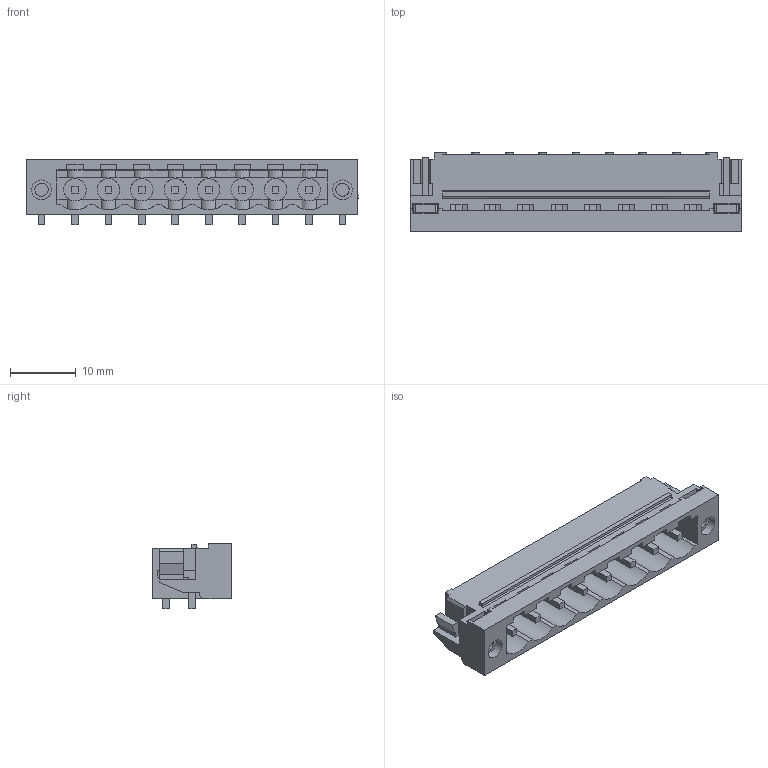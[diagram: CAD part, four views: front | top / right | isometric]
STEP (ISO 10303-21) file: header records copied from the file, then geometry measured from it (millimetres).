
FILE_DESCRIPTION(('CATIA V5R22 STEP214','CAx-IF Rec.Pracs.--- Model Styling and Organization---1.4--- 2014-01-23'),'2;1');
FILE_NAME ('D1455880_1_1775292001_1775292001.stp','2023-05-11T06:53:54+00:00',('none'),('Weidmueller'),'CATIA Version 5-6 Release 2016 SP3 HF44','CATIA V5 STEP AP214','none');
FILE_SCHEMA(('AUTOMOTIVE_DESIGN { 1 0 10303 214 1 1 1 1 }'));
Length unit declared in the file: millimetre
Products named in the file (1): 1775292001
Bounding box: 50.44 x 12 x 9.93 mm (x, y, z)
Volume: 2065.7 mm3; surface area: 4542.9 mm2
Topology: 13 solids, 13 shells, 602 faces, 1794 edges, 1182 vertices
Faces by surface type: plane 477, cylinder 99, extrusion 18, cone 8
Entity records: 19338 total; most frequent: CARTESIAN_POINT 4439, ORIENTED_EDGE 3588, DIRECTION 2278, EDGE_CURVE 1794, VECTOR 1376, LINE 1358, VERTEX_POINT 1182, EDGE_LOOP 642
